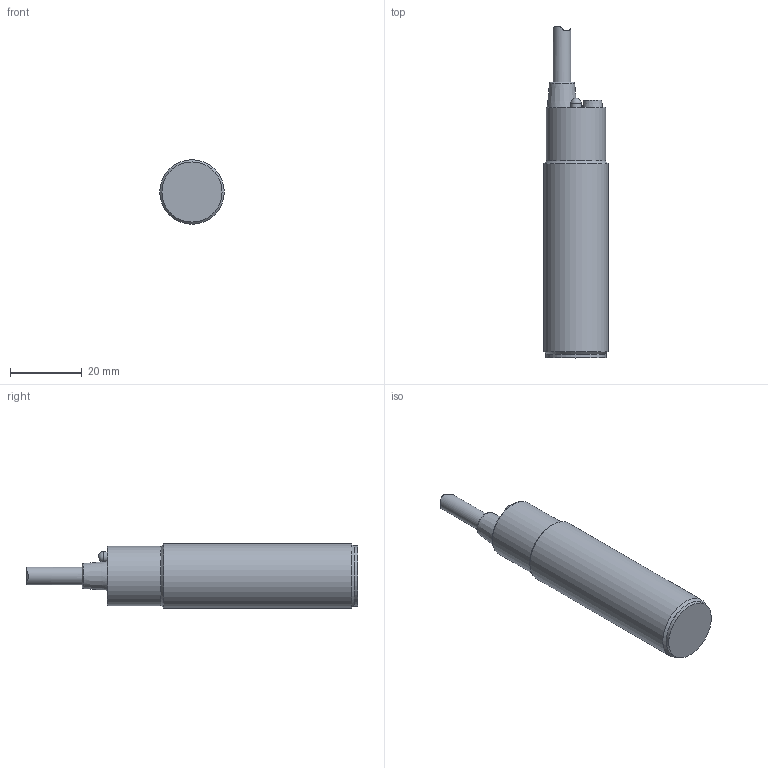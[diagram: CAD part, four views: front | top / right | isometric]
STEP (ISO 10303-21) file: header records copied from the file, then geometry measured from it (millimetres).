
FILE_DESCRIPTION(/* description */ (''),/* implementation_level */ '2;1');
FILE_NAME(/* name */ '800800_Shrinkwrap_1.stp',/* time_stamp */ '2021-12-21T12:31:39+01:00',/* author */ ('Krieger Anja'),/* organization */ (''),/* preprocessor_version */ 'ST-DEVELOPER v18.1',/* originating_system */ 'Autodesk Inventor 2021',/* authorisation */ '');
FILE_SCHEMA (('AP203_CONFIGURATION_CONTROLLED_3D_DESIGN_OF_MECHANICAL_PARTS_AND_ASSEMBLIES_MIM_LF { 1 0 10303 203 3 1 4 }','AUTOMOTIVE_DESIGN { 1 0 10303 214 3 1 1 }'));
Length unit declared in the file: millimetre
Products named in the file (1): 800800_Shrinkwrap_1
Bounding box: 18 x 92.67 x 18 mm (x, y, z)
Volume: 17805.2 mm3; surface area: 4824.1 mm2
Topology: 1 solids, 1 shells, 27 faces, 59 edges, 39 vertices
Faces by surface type: plane 10, cylinder 8, cone 4, torus 4, sphere 1
Full cylindrical faces by diameter (mm): 3 x1, 3.1 x1, 5 x1, 16.5 x1, 16.8 x1, 18 x1
Entity records: 949 total; most frequent: CARTESIAN_POINT 229, DIRECTION 133, ORIENTED_EDGE 116, AXIS2_PLACEMENT_3D 59, EDGE_CURVE 58, VERTEX_POINT 39, EDGE_LOOP 33, CIRCLE 31
